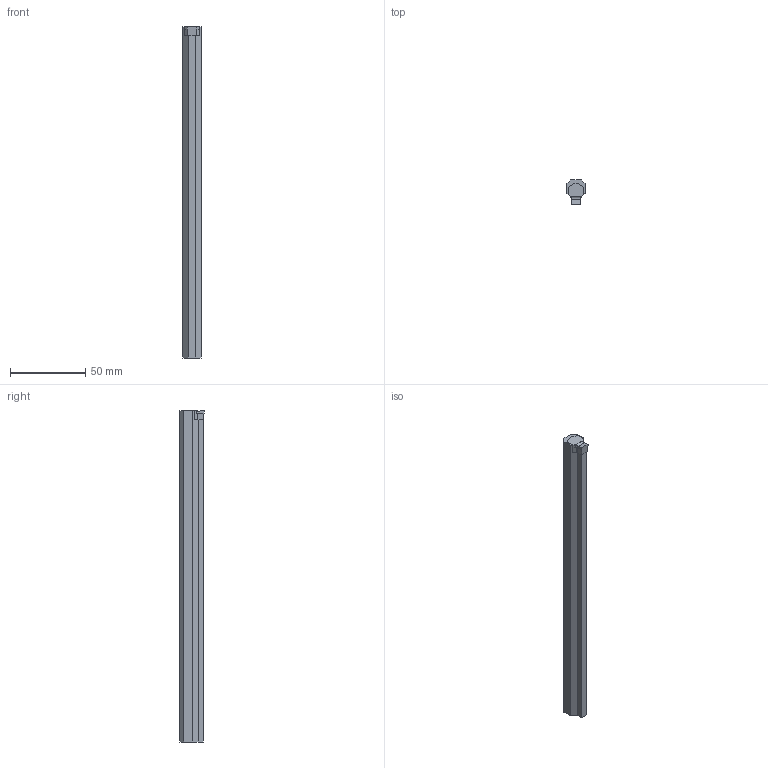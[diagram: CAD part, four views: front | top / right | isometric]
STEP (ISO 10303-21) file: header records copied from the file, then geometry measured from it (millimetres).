
FILE_DESCRIPTION(/* description */ (''),/* implementation_level */ '2;1');
FILE_NAME(/* name */ 'PHZ_1512_10_SIM.stp',/* time_stamp */ '2019-09-27T10:25:16+02:00',/* author */ (''),/* organization */ (''),/* preprocessor_version */ 'ST-DEVELOPER v16.7',/* originating_system */ 'SIEMENS PLM Software NX 12.0',/* authorisation */ '');
FILE_SCHEMA (('AUTOMOTIVE_DESIGN { 1 0 10303 214 3 1 1 1 }'));
Length unit declared in the file: millimetre
Products named in the file (1): fo341530CCCFh6nt
Bounding box: 12 x 16.2 x 220.1 mm (x, y, z)
Volume: 32173 mm3; surface area: 11276.9 mm2
Topology: 2 solids, 2 shells, 36 faces, 92 edges, 60 vertices
Faces by surface type: plane 31, cylinder 5
Entity records: 1125 total; most frequent: CARTESIAN_POINT 207, ORIENTED_EDGE 184, DIRECTION 172, EDGE_CURVE 92, LINE 82, VECTOR 82, VERTEX_POINT 60, AXIS2_PLACEMENT_3D 45
